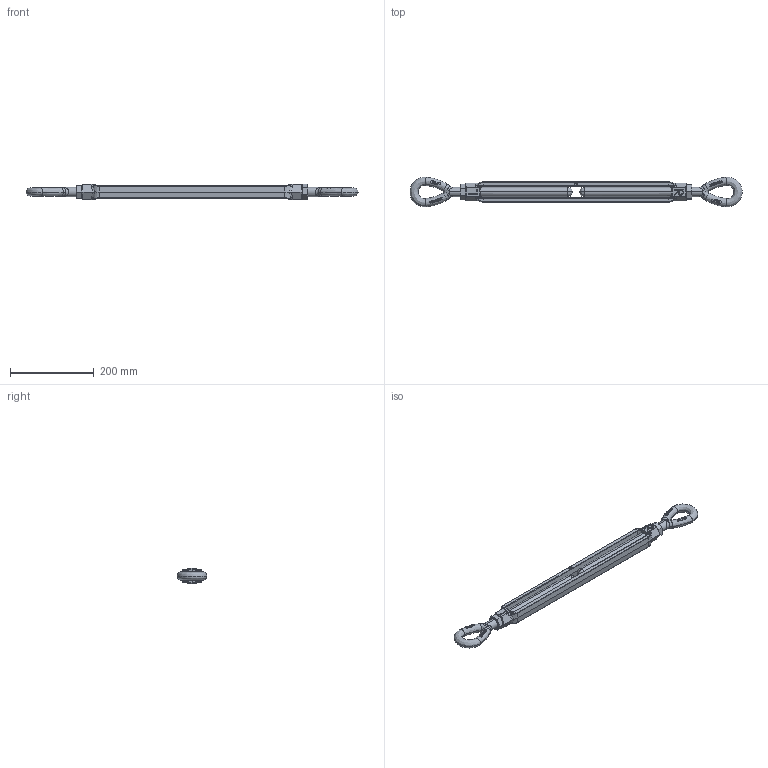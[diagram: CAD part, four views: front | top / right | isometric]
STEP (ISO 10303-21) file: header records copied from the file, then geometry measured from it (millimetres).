
FILE_DESCRIPTION(('STEP AP214'),'1');
FILE_NAME('ssgpoo2218.stp','2017-03-31T06:46:59',('TraceParts'),('TraceParts S.A.'),'Spatial InterOp 3D',' ',' ');
FILE_SCHEMA(('automotive_design'));
Length unit declared in the file: millimetre
Products named in the file (8): ssgpoo2218_1; ssgpoo2218_2; ssgpoo2218_3; ssgpoo2218_4; ssgpoo2218_5; ssgpoo2218_6; ssgpoo2218_7; ssgpoo2218_8
Bounding box: 794.73 x 70.75 x 38 mm (x, y, z)
Volume: 687764 mm3; surface area: 159826.7 mm2
Topology: 8 solids, 8 shells, 636 faces, 1628 edges, 1020 vertices
Faces by surface type: plane 259, bspline 215, cylinder 110, cone 52
Entity records: 35340 total; most frequent: CARTESIAN_POINT 16857, ORIENTED_EDGE 3232, DIRECTION 1990, EDGE_CURVE 1616, VERTEX_POINT 1020, B_SPLINE_CURVE_WITH_KNOTS 716, AXIS2_PLACEMENT_3D 697, EDGE_LOOP 672
